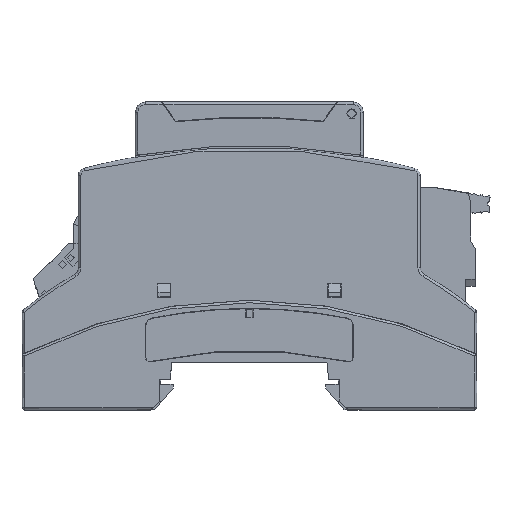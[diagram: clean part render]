
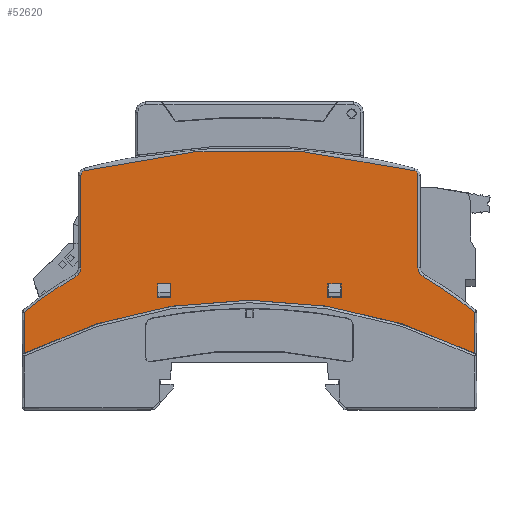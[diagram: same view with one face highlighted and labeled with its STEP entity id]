
A CAD part, top view. The second image highlights one B-rep face of the part: STEP entity #52620.
In plain terms, the highlighted planar face has unit normal (0, 0, 1).
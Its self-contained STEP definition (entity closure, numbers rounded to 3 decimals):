
#1481=FACE_BOUND('',#6577,.T.);
#1482=FACE_BOUND('',#6578,.T.);
#2206=CIRCLE('',#56011,129.2);
#2207=CIRCLE('',#56012,1.);
#2208=CIRCLE('',#56013,2.);
#2209=CIRCLE('',#56014,69.5);
#2210=CIRCLE('',#56015,99.5);
#2211=CIRCLE('',#56016,69.5);
#2212=CIRCLE('',#56017,2.);
#2213=CIRCLE('',#56018,1.);
#3684=FACE_OUTER_BOUND('',#6576,.T.);
#6576=EDGE_LOOP('',(#36985,#36986,#36987,#36988,#36989,#36990,#36991,#36992,
#36993,#36994,#36995,#36996));
#6577=EDGE_LOOP('',(#36997,#36998,#36999,#37000));
#6578=EDGE_LOOP('',(#37001,#37002,#37003,#37004));
#10680=LINE('',#76723,#16703);
#10828=LINE('',#77191,#16851);
#10860=LINE('',#77271,#16883);
#10861=LINE('',#77277,#16884);
#10862=LINE('',#77281,#16885);
#10863=LINE('',#77288,#16886);
#10864=LINE('',#77290,#16887);
#10865=LINE('',#77292,#16888);
#10866=LINE('',#77293,#16889);
#10867=LINE('',#77296,#16890);
#10868=LINE('',#77297,#16891);
#10869=LINE('',#77298,#16892);
#16703=VECTOR('',#61982,1.);
#16851=VECTOR('',#62256,1.);
#16883=VECTOR('',#62320,1.);
#16884=VECTOR('',#62325,1.);
#16885=VECTOR('',#62328,1.);
#16886=VECTOR('',#62335,1.);
#16887=VECTOR('',#62336,1.);
#16888=VECTOR('',#62337,1.);
#16889=VECTOR('',#62338,1.);
#16890=VECTOR('',#62339,1.);
#16891=VECTOR('',#62340,1.);
#16892=VECTOR('',#62341,1.);
#22386=VERTEX_POINT('',#76720);
#22387=VERTEX_POINT('',#76722);
#22554=VERTEX_POINT('',#77189);
#22555=VERTEX_POINT('',#77190);
#22584=VERTEX_POINT('',#77265);
#22585=VERTEX_POINT('',#77266);
#22586=VERTEX_POINT('',#77268);
#22587=VERTEX_POINT('',#77270);
#22588=VERTEX_POINT('',#77272);
#22589=VERTEX_POINT('',#77274);
#22590=VERTEX_POINT('',#77276);
#22591=VERTEX_POINT('',#77278);
#22592=VERTEX_POINT('',#77280);
#22593=VERTEX_POINT('',#77282);
#22594=VERTEX_POINT('',#77286);
#22595=VERTEX_POINT('',#77287);
#22596=VERTEX_POINT('',#77289);
#22597=VERTEX_POINT('',#77291);
#22598=VERTEX_POINT('',#77294);
#22599=VERTEX_POINT('',#77295);
#27846=EDGE_CURVE('',#22386,#22387,#10680,.T.);
#28029=EDGE_CURVE('',#22554,#22555,#10828,.T.);
#28065=EDGE_CURVE('',#22584,#22585,#2206,.T.);
#28066=EDGE_CURVE('',#22584,#22586,#2207,.T.);
#28067=EDGE_CURVE('',#22586,#22587,#10860,.T.);
#28068=EDGE_CURVE('',#22588,#22587,#2208,.T.);
#28069=EDGE_CURVE('',#22588,#22589,#2209,.T.);
#28070=EDGE_CURVE('',#22589,#22590,#10861,.T.);
#28071=EDGE_CURVE('',#22591,#22590,#2210,.T.);
#28072=EDGE_CURVE('',#22592,#22591,#10862,.T.);
#28073=EDGE_CURVE('',#22593,#22592,#2211,.T.);
#28074=EDGE_CURVE('',#22593,#22555,#2212,.T.);
#28075=EDGE_CURVE('',#22554,#22585,#2213,.T.);
#28076=EDGE_CURVE('',#22594,#22595,#10863,.T.);
#28077=EDGE_CURVE('',#22596,#22594,#10864,.T.);
#28078=EDGE_CURVE('',#22597,#22596,#10865,.T.);
#28079=EDGE_CURVE('',#22595,#22597,#10866,.T.);
#28080=EDGE_CURVE('',#22598,#22599,#10867,.T.);
#28081=EDGE_CURVE('',#22387,#22598,#10868,.T.);
#28082=EDGE_CURVE('',#22599,#22386,#10869,.T.);
#36985=ORIENTED_EDGE('',*,*,#28065,.F.);
#36986=ORIENTED_EDGE('',*,*,#28066,.T.);
#36987=ORIENTED_EDGE('',*,*,#28067,.T.);
#36988=ORIENTED_EDGE('',*,*,#28068,.F.);
#36989=ORIENTED_EDGE('',*,*,#28069,.T.);
#36990=ORIENTED_EDGE('',*,*,#28070,.T.);
#36991=ORIENTED_EDGE('',*,*,#28071,.F.);
#36992=ORIENTED_EDGE('',*,*,#28072,.F.);
#36993=ORIENTED_EDGE('',*,*,#28073,.F.);
#36994=ORIENTED_EDGE('',*,*,#28074,.T.);
#36995=ORIENTED_EDGE('',*,*,#28029,.F.);
#36996=ORIENTED_EDGE('',*,*,#28075,.T.);
#36997=ORIENTED_EDGE('',*,*,#28076,.F.);
#36998=ORIENTED_EDGE('',*,*,#28077,.F.);
#36999=ORIENTED_EDGE('',*,*,#28078,.F.);
#37000=ORIENTED_EDGE('',*,*,#28079,.F.);
#37001=ORIENTED_EDGE('',*,*,#28080,.F.);
#37002=ORIENTED_EDGE('',*,*,#28081,.F.);
#37003=ORIENTED_EDGE('',*,*,#27846,.F.);
#37004=ORIENTED_EDGE('',*,*,#28082,.F.);
#49153=PLANE('',#56010);
#52620=ADVANCED_FACE('',(#3684,#1481,#1482),#49153,.F.);
#56010=AXIS2_PLACEMENT_3D('',#77264,#62314,#62315);
#56011=AXIS2_PLACEMENT_3D('',#77267,#62316,#62317);
#56012=AXIS2_PLACEMENT_3D('',#77269,#62318,#62319);
#56013=AXIS2_PLACEMENT_3D('',#77273,#62321,#62322);
#56014=AXIS2_PLACEMENT_3D('',#77275,#62323,#62324);
#56015=AXIS2_PLACEMENT_3D('',#77279,#62326,#62327);
#56016=AXIS2_PLACEMENT_3D('',#77283,#62329,#62330);
#56017=AXIS2_PLACEMENT_3D('',#77284,#62331,#62332);
#56018=AXIS2_PLACEMENT_3D('',#77285,#62333,#62334);
#61982=DIRECTION('',(1.,0.,0.));
#62256=DIRECTION('',(0.,1.,0.));
#62314=DIRECTION('center_axis',(0.,0.,-1.));
#62315=DIRECTION('ref_axis',(1.,0.,0.));
#62316=DIRECTION('center_axis',(0.,0.,
-1.));
#62317=DIRECTION('ref_axis',(-1.,0.,0.));
#62318=DIRECTION('center_axis',(0.,0.,
1.));
#62319=DIRECTION('ref_axis',(1.,0.,0.));
#62320=DIRECTION('',(0.,1.,0.));
#62321=DIRECTION('center_axis',(0.,0.,1.));
#62322=DIRECTION('ref_axis',(0.,-1.,0.));
#62323=DIRECTION('center_axis',(0.,0.,1.));
#62324=DIRECTION('ref_axis',(0.,-1.,0.));
#62325=DIRECTION('',(0.,1.,0.));
#62326=DIRECTION('center_axis',(0.,0.,
1.));
#62327=DIRECTION('ref_axis',(-1.,0.,0.));
#62328=DIRECTION('',(0.,1.,0.));
#62329=DIRECTION('center_axis',(0.,0.,-1.));
#62330=DIRECTION('ref_axis',(0.,1.,0.));
#62331=DIRECTION('center_axis',(0.,0.,-1.));
#62332=DIRECTION('ref_axis',(0.,1.,0.));
#62333=DIRECTION('center_axis',(0.,0.,
1.));
#62334=DIRECTION('ref_axis',(1.,0.,0.));
#62335=DIRECTION('',(0.,1.,0.));
#62336=DIRECTION('',(1.,0.,0.));
#62337=DIRECTION('',(0.,-1.,0.));
#62338=DIRECTION('',(-1.,0.,0.));
#62339=DIRECTION('',(-1.,0.,0.));
#62340=DIRECTION('',(0.,1.,0.));
#62341=DIRECTION('',(0.,-1.,0.));
#76720=CARTESIAN_POINT('',(9.85,-21.1,-0.3));
#76722=CARTESIAN_POINT('',(12.45,-21.1,-0.3));
#76723=CARTESIAN_POINT('',(0.,-21.1,-0.3));
#77189=CARTESIAN_POINT('',(-38.9,-42.477,-0.3));
#77190=CARTESIAN_POINT('',(-38.9,-24.257,-0.3));
#77191=CARTESIAN_POINT('',(-38.9,0.,-0.3));
#77264=CARTESIAN_POINT('Origin',(-23.996,-40.289,-0.3));
#77265=CARTESIAN_POINT('',(26.852,-43.445,-0.3));
#77266=CARTESIAN_POINT('',(-38.152,-43.445,-0.3));
#77267=CARTESIAN_POINT('Origin',(-5.65,81.6,-0.3));
#77268=CARTESIAN_POINT('',(27.6,-42.477,-0.3));
#77269=CARTESIAN_POINT('Origin',(26.6,-42.477,-0.3));
#77270=CARTESIAN_POINT('',(27.6,-24.257,-0.3));
#77271=CARTESIAN_POINT('',(27.6,0.,-0.3));
#77272=CARTESIAN_POINT('',(28.614,-22.517,-0.3));
#77273=CARTESIAN_POINT('Origin',(29.6,-24.257,-0.3));
#77274=CARTESIAN_POINT('',(38.7,-15.56,-0.3));
#77275=CARTESIAN_POINT('Origin',(-5.65,37.95,-0.3));
#77276=CARTESIAN_POINT('',(38.7,-7.469,-0.3));
#77277=CARTESIAN_POINT('',(38.7,0.,-0.3));
#77278=CARTESIAN_POINT('',(-50.,-7.469,-0.3));
#77279=CARTESIAN_POINT('Origin',(-5.65,81.6,-0.3));
#77280=CARTESIAN_POINT('',(-50.,-15.56,-0.3));
#77281=CARTESIAN_POINT('',(-50.,0.,-0.3));
#77282=CARTESIAN_POINT('',(-39.914,-22.517,-0.3));
#77283=CARTESIAN_POINT('Origin',(-5.65,37.95,-0.3));
#77284=CARTESIAN_POINT('Origin',(-40.9,-24.257,-0.3));
#77285=CARTESIAN_POINT('Origin',(-37.9,-42.477,-0.3));
#77286=CARTESIAN_POINT('',(-21.15,-21.1,-0.3));
#77287=CARTESIAN_POINT('',(-21.15,-18.5,-0.3));
#77288=CARTESIAN_POINT('',(-21.15,0.,-0.3));
#77289=CARTESIAN_POINT('',(-23.75,-21.1,-0.3));
#77290=CARTESIAN_POINT('',(0.,-21.1,-0.3));
#77291=CARTESIAN_POINT('',(-23.75,-18.5,-0.3));
#77292=CARTESIAN_POINT('',(-23.75,0.,-0.3));
#77293=CARTESIAN_POINT('',(0.,-18.5,-0.3));
#77294=CARTESIAN_POINT('',(12.45,-18.5,-0.3));
#77295=CARTESIAN_POINT('',(9.85,-18.5,-0.3));
#77296=CARTESIAN_POINT('',(0.,-18.5,-0.3));
#77297=CARTESIAN_POINT('',(12.45,0.,-0.3));
#77298=CARTESIAN_POINT('',(9.85,0.,-0.3));
